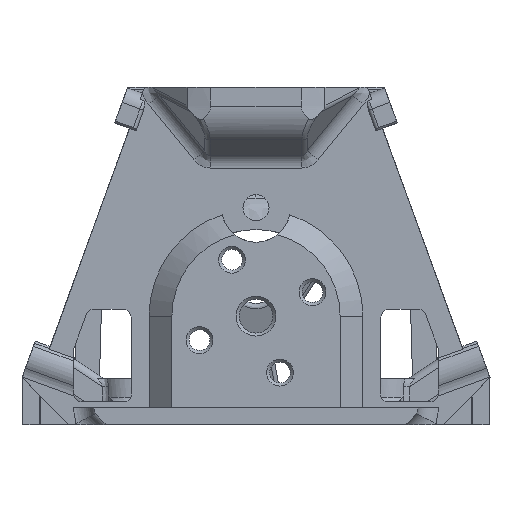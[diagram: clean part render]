
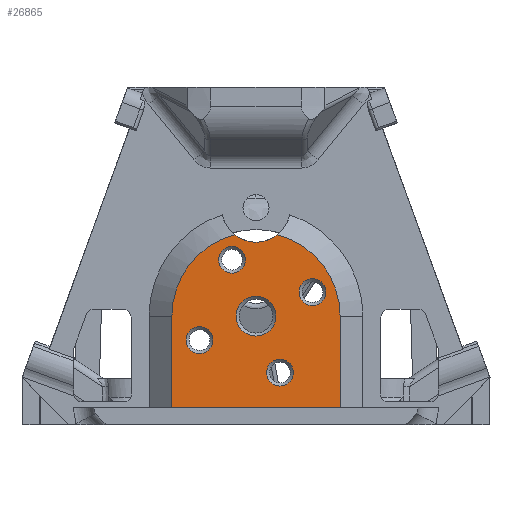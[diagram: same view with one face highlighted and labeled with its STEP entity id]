
A CAD part, front view. The second image highlights one B-rep face of the part: STEP entity #26865.
In plain terms, the highlighted planar face has unit normal (0, -1, 0).
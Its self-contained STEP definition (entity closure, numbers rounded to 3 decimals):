
#2842=CIRCLE('',#28474,1.75);
#2844=CIRCLE('',#28477,1.75);
#2846=CIRCLE('',#28480,1.75);
#2848=CIRCLE('',#28483,1.75);
#2873=CIRCLE('',#28545,2.6);
#2875=CIRCLE('',#28548,10.979);
#2877=CIRCLE('',#28551,10.979);
#2882=CIRCLE('',#28560,4.5);
#11249=ORIENTED_EDGE('',*,*,#15551,.F.);
#11250=ORIENTED_EDGE('',*,*,#14058,.T.);
#11251=ORIENTED_EDGE('',*,*,#14069,.F.);
#11252=ORIENTED_EDGE('',*,*,#14054,.F.);
#11253=ORIENTED_EDGE('',*,*,#15552,.T.);
#11254=ORIENTED_EDGE('',*,*,#15473,.T.);
#11255=ORIENTED_EDGE('',*,*,#13935,.T.);
#11256=ORIENTED_EDGE('',*,*,#13933,.T.);
#11257=ORIENTED_EDGE('',*,*,#13931,.T.);
#11258=ORIENTED_EDGE('',*,*,#13929,.T.);
#11259=ORIENTED_EDGE('',*,*,#14051,.F.);
#13929=EDGE_CURVE('',#17132,#17132,#2842,.F.);
#13931=EDGE_CURVE('',#17134,#17134,#2844,.F.);
#13933=EDGE_CURVE('',#17136,#17136,#2846,.F.);
#13935=EDGE_CURVE('',#17138,#17138,#2848,.F.);
#14051=EDGE_CURVE('',#17224,#17224,#2873,.T.);
#14054=EDGE_CURVE('',#17227,#17228,#2875,.T.);
#14058=EDGE_CURVE('',#17232,#17231,#2877,.T.);
#14069=EDGE_CURVE('',#17228,#17231,#2882,.T.);
#15473=EDGE_CURVE('',#18064,#18065,#19775,.T.);
#15551=EDGE_CURVE('',#17232,#18065,#19798,.T.);
#15552=EDGE_CURVE('',#17227,#18064,#19799,.T.);
#17132=VERTEX_POINT('',#44405);
#17134=VERTEX_POINT('',#44410);
#17136=VERTEX_POINT('',#44415);
#17138=VERTEX_POINT('',#44420);
#17224=VERTEX_POINT('',#44655);
#17227=VERTEX_POINT('',#44661);
#17228=VERTEX_POINT('',#44663);
#17231=VERTEX_POINT('',#44678);
#17232=VERTEX_POINT('',#44680);
#18064=VERTEX_POINT('',#55987);
#18065=VERTEX_POINT('',#55988);
#19775=LINE('',#55986,#21483);
#19798=LINE('',#56637,#21506);
#19799=LINE('',#56638,#21507);
#21483=VECTOR('',#35836,1000.);
#21506=VECTOR('',#35935,1000.);
#21507=VECTOR('',#35936,1000.);
#23129=EDGE_LOOP('',(#11249,#11250,#11251,#11252,#11253,#11254));
#23130=EDGE_LOOP('',(#11255));
#23131=EDGE_LOOP('',(#11256));
#23132=EDGE_LOOP('',(#11257));
#23133=EDGE_LOOP('',(#11258));
#23134=EDGE_LOOP('',(#11259));
#24784=FACE_BOUND('',#23129,.T.);
#24785=FACE_BOUND('',#23130,.T.);
#24786=FACE_BOUND('',#23131,.T.);
#24787=FACE_BOUND('',#23132,.T.);
#24788=FACE_BOUND('',#23133,.T.);
#24789=FACE_BOUND('',#23134,.T.);
#25314=PLANE('',#29353);
#26865=ADVANCED_FACE('',(#24784,#24785,#24786,#24787,#24788,#24789),#25314,
 .T.);
#28474=AXIS2_PLACEMENT_3D('',#44404,#33685,#33686);
#28477=AXIS2_PLACEMENT_3D('',#44409,#33691,#33692);
#28480=AXIS2_PLACEMENT_3D('',#44414,#33697,#33698);
#28483=AXIS2_PLACEMENT_3D('',#44419,#33703,#33704);
#28545=AXIS2_PLACEMENT_3D('',#44654,#33914,#33915);
#28548=AXIS2_PLACEMENT_3D('',#44662,#33921,#33922);
#28551=AXIS2_PLACEMENT_3D('',#44679,#33927,#33928);
#28560=AXIS2_PLACEMENT_3D('',#44698,#33951,#33952);
#29353=AXIS2_PLACEMENT_3D('',#56636,#35933,#35934);
#33685=DIRECTION('',(0.,-1.,0.));
#33686=DIRECTION('',(0.,0.,1.));
#33691=DIRECTION('',(0.,-1.,0.));
#33692=DIRECTION('',(0.,0.,1.));
#33697=DIRECTION('',(0.,-1.,0.));
#33698=DIRECTION('',(0.,0.,1.));
#33703=DIRECTION('',(0.,-1.,0.));
#33704=DIRECTION('',(0.,0.,1.));
#33914=DIRECTION('',(0.,-1.,0.));
#33915=DIRECTION('',(1.,0.,0.));
#33921=DIRECTION('',(0.,1.,0.));
#33922=DIRECTION('',(0.004,0.,1.));
#33927=DIRECTION('',(0.,-1.,0.));
#33928=DIRECTION('',(-1.,0.,0.));
#33951=DIRECTION('',(0.,-1.,0.));
#33952=DIRECTION('',(1.,0.,0.));
#35836=DIRECTION('',(1.,0.,0.));
#35933=DIRECTION('',(0.,-1.,0.));
#35934=DIRECTION('',(-1.,0.,0.));
#35935=DIRECTION('',(0.,0.,-1.));
#35936=DIRECTION('',(0.,0.,-1.));
#44404=CARTESIAN_POINT('',(-112.274,101.55,6.786));
#44405=CARTESIAN_POINT('',(-112.274,101.55,8.536));
#44409=CARTESIAN_POINT('',(-122.764,101.55,11.024));
#44410=CARTESIAN_POINT('',(-122.764,101.55,12.774));
#44414=CARTESIAN_POINT('',(-108.036,101.55,17.276));
#44415=CARTESIAN_POINT('',(-108.036,101.55,19.026));
#44419=CARTESIAN_POINT('',(-118.526,101.55,21.514));
#44420=CARTESIAN_POINT('',(-118.526,101.55,23.264));
#44654=CARTESIAN_POINT('',(-115.4,101.55,14.15));
#44655=CARTESIAN_POINT('',(-112.8,101.55,14.15));
#44661=CARTESIAN_POINT('',(-126.379,101.55,14.15));
#44662=CARTESIAN_POINT('',(-115.4,101.55,14.15));
#44663=CARTESIAN_POINT('',(-118.19,101.55,24.769));
#44678=CARTESIAN_POINT('',(-112.61,101.55,24.769));
#44679=CARTESIAN_POINT('',(-115.4,101.55,14.15));
#44680=CARTESIAN_POINT('',(-104.421,101.55,14.15));
#44698=CARTESIAN_POINT('',(-115.4,101.55,28.3));
#55986=CARTESIAN_POINT('',(-115.4,101.55,2.2));
#55987=CARTESIAN_POINT('',(-126.379,101.55,2.2));
#55988=CARTESIAN_POINT('',(-104.421,101.55,2.2));
#56636=CARTESIAN_POINT('',(-115.4,101.55,14.15));
#56637=CARTESIAN_POINT('',(-104.421,101.55,14.15));
#56638=CARTESIAN_POINT('',(-126.379,101.55,14.15));
